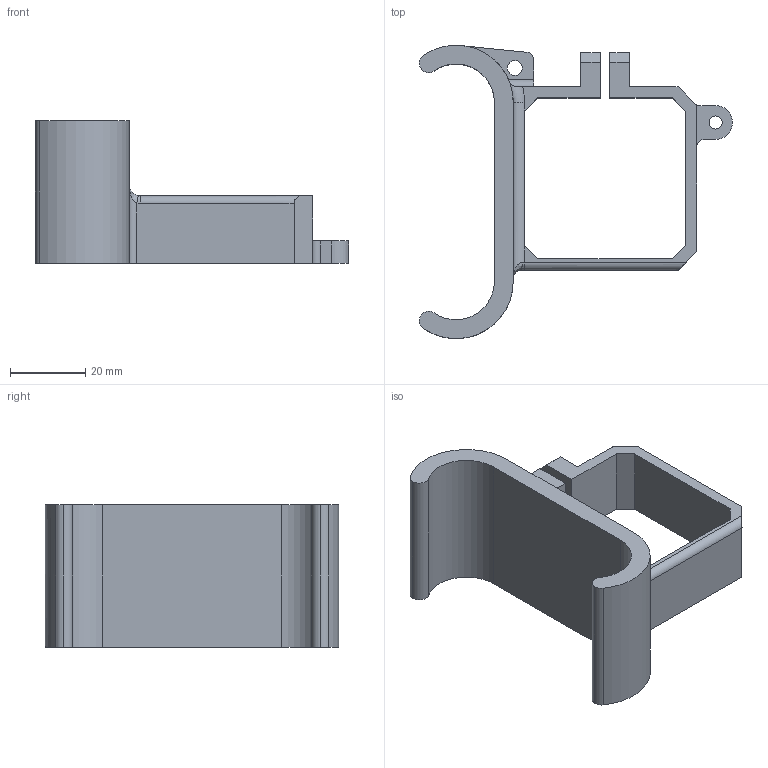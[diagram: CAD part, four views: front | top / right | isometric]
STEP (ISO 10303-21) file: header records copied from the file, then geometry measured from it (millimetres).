
FILE_DESCRIPTION (( 'STEP AP203' ), '1' );
FILE_NAME ('MK_Mount 3.STEP', '2016-08-17T19:59:33', ( '' ), ( '' ), 'SwSTEP 2.0', 'SolidWorks 2016', '' );
FILE_SCHEMA (( 'CONFIG_CONTROL_DESIGN' ));
Length unit declared in the file: millimetre
Products named in the file (1): MK_Mount 3
Bounding box: 83.24 x 77.96 x 38 mm (x, y, z)
Volume: 32275.8 mm3; surface area: 16395.9 mm2
Topology: 1 solids, 1 shells, 65 faces, 184 edges, 120 vertices
Faces by surface type: plane 37, cylinder 25, torus 2, bspline 1
Entity records: 2282 total; most frequent: CARTESIAN_POINT 479, ORIENTED_EDGE 366, DIRECTION 356, EDGE_CURVE 183, LINE 126, VECTOR 126, VERTEX_POINT 120, AXIS2_PLACEMENT_3D 115
